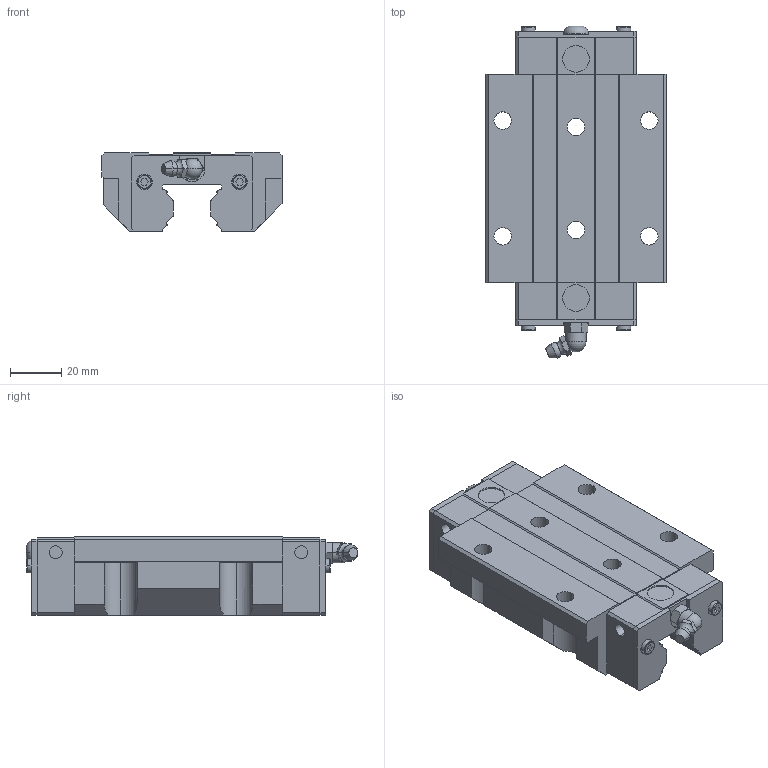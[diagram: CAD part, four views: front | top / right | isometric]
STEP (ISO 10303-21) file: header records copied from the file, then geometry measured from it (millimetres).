
FILE_DESCRIPTION(('STEP AP214'),'1');
FILE_NAME('cctmp_6144B4C7-981D-44ED-8D7F-AD35FAE07571_2020_5_14_11_18_23_251..stp','2020-05-14T09:18:23',('HIWIN GmbH'),('CADClick - www.CADClick.com'),'Spatial InterOp 3D',' ','unknown authorization');
FILE_SCHEMA(('AUTOMOTIVE_DESIGN'));
Length unit declared in the file: millimetre
Products named in the file (1): RGW25HCZAH_FILE
Bounding box: 70 x 129.11 x 30.5 mm (x, y, z)
Volume: 155569.4 mm3; surface area: 32488.1 mm2
Topology: 1 solids, 7 shells, 368 faces, 961 edges, 625 vertices
Faces by surface type: plane 202, cylinder 108, torus 38, cone 18, sphere 2
Entity records: 14534 total; most frequent: CARTESIAN_POINT 2337, DIRECTION 1948, ORIENTED_EDGE 1918, EDGE_CURVE 959, AXIS2_PLACEMENT_3D 676, VERTEX_POINT 625, LINE 596, VECTOR 596
